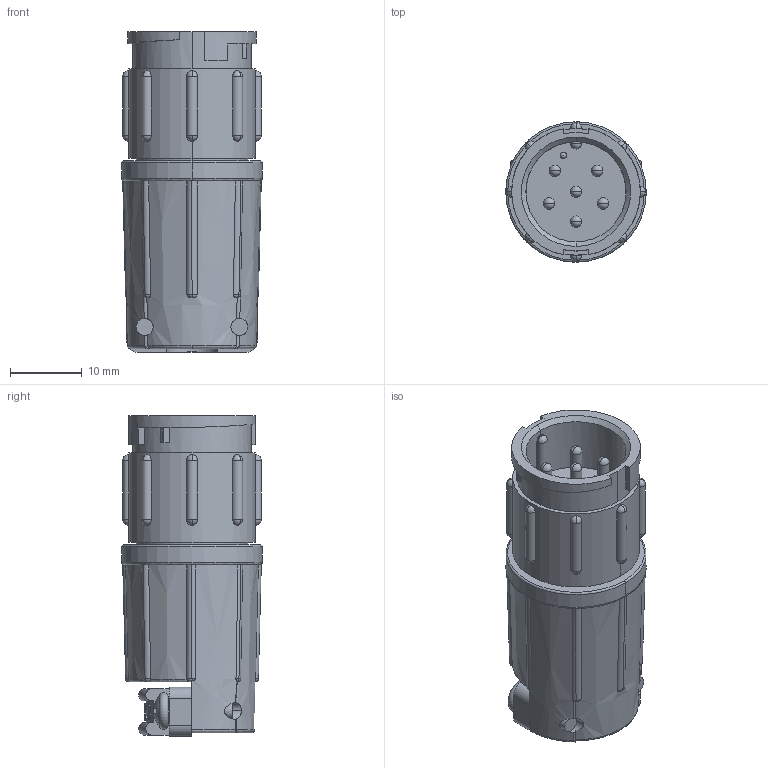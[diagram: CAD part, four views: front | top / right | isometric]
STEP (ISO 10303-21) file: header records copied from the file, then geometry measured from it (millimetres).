
FILE_DESCRIPTION (( 'STEP AP203' ), '1' );
FILE_NAME ('5382-6PG-5XX.STEP', '2017-08-04T18:39:35', ( '' ), ( '' ), 'SwSTEP 2.0', 'SolidWorks 2017', '' );
FILE_SCHEMA (( 'CONFIG_CONTROL_DESIGN' ));
Length unit declared in the file: inch
Products named in the file (2): 5382-6PG-5XX
Bounding box: 19.56 x 19.56 x 44.73 mm (x, y, z)
Volume: 9060.2 mm3; surface area: 4560.8 mm2
Topology: 1 solids, 1 shells, 352 faces, 1004 edges, 632 vertices
Faces by surface type: plane 120, cylinder 80, torus 68, bspline 36, cone 27, sphere 21
Entity records: 16061 total; most frequent: CARTESIAN_POINT 7577, ORIENTED_EDGE 1886, DIRECTION 1600, EDGE_CURVE 943, AXIS2_PLACEMENT_3D 662, VERTEX_POINT 617, EDGE_LOOP 378, ADVANCED_FACE 352
